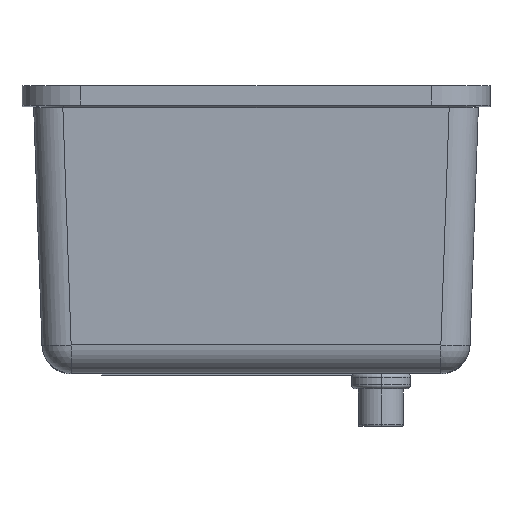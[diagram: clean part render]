
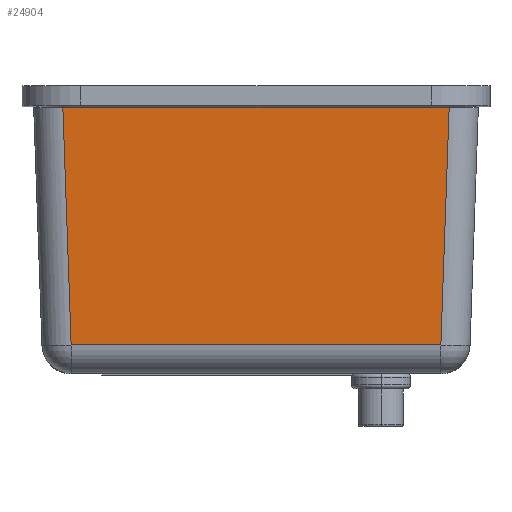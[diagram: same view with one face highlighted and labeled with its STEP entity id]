
A CAD part, top view. The second image highlights one B-rep face of the part: STEP entity #24904.
In plain terms, the highlighted face is planar.
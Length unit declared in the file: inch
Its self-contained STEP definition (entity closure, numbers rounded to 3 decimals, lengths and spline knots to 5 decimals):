
#5847 = ORIENTED_EDGE ( 'NONE', *, *, #48743, .T. ) ;
#21249 = DIRECTION ( 'NONE',  ( 0.035, -0.999, 0. ) ) ;
#24201 = CARTESIAN_POINT ( 'NONE',  ( -1.5, 0., 1.23811 ) ) ;
#24785 = VERTEX_POINT ( 'NONE', #121946 ) ;
#24904 = ADVANCED_FACE ( 'NONE', ( #74888 ), #69113, .T. ) ;
#30851 = CARTESIAN_POINT ( 'NONE',  ( -1.44694, -1.51953, -1.425 ) ) ;
#32806 = CARTESIAN_POINT ( 'NONE',  ( -1.5, 0., -1.23811 ) ) ;
#38757 = LINE ( 'NONE', #30851, #123402 ) ;
#45375 = EDGE_LOOP ( 'NONE', ( #129426, #105391, #109431, #5847 ) ) ;
#48743 = EDGE_CURVE ( 'NONE', #53643, #24785, #134371, .T. ) ;
#50573 = LINE ( 'NONE', #108485, #116766 ) ;
#53643 = VERTEX_POINT ( 'NONE', #32806 ) ;
#57243 = DIRECTION ( 'NONE',  ( -0.999, -0.035, 0. ) ) ;
#69113 = PLANE ( 'NONE',  #139378 ) ;
#69945 = EDGE_CURVE ( 'NONE', #125252, #107623, #152493, .T. ) ;
#72169 = CARTESIAN_POINT ( 'NONE',  ( -1.49676, -0.09277, 1.23487 ) ) ;
#74888 = FACE_OUTER_BOUND ( 'NONE', #45375, .T. ) ;
#84384 = DIRECTION ( 'NONE',  ( 0., 0., 1. ) ) ;
#84928 = CARTESIAN_POINT ( 'NONE',  ( -1.50023, 0.00651, -1.23834 ) ) ;
#90081 = VECTOR ( 'NONE', #143403, 39.37008 ) ;
#101477 = VECTOR ( 'NONE', #130577, 39.37008 ) ;
#104007 = CARTESIAN_POINT ( 'NONE',  ( -1.5, 0., -1.425 ) ) ;
#105391 = ORIENTED_EDGE ( 'NONE', *, *, #69945, .T. ) ;
#107623 = VERTEX_POINT ( 'NONE', #24201 ) ;
#108485 = CARTESIAN_POINT ( 'NONE',  ( -1.5, 0., -1.425 ) ) ;
#109431 = ORIENTED_EDGE ( 'NONE', *, *, #119415, .F. ) ;
#116766 = VECTOR ( 'NONE', #84384, 39.37008 ) ;
#119415 = EDGE_CURVE ( 'NONE', #53643, #107623, #50573, .T. ) ;
#121946 = CARTESIAN_POINT ( 'NONE',  ( -1.44694, -1.51953, -1.18505 ) ) ;
#123402 = VECTOR ( 'NONE', #124877, 39.37008 ) ;
#124877 = DIRECTION ( 'NONE',  ( 0., 0., 1. ) ) ;
#125252 = VERTEX_POINT ( 'NONE', #141728 ) ;
#129426 = ORIENTED_EDGE ( 'NONE', *, *, #150836, .T. ) ;
#130577 = DIRECTION ( 'NONE',  ( 0.035, -0.999, 0.035 ) ) ;
#134371 = LINE ( 'NONE', #84928, #101477 ) ;
#139378 = AXIS2_PLACEMENT_3D ( 'NONE', #104007, #57243, #21249 ) ;
#141728 = CARTESIAN_POINT ( 'NONE',  ( -1.44694, -1.51953, 1.18505 ) ) ;
#143403 = DIRECTION ( 'NONE',  ( -0.035, 0.999, 0.035 ) ) ;
#150836 = EDGE_CURVE ( 'NONE', #24785, #125252, #38757, .T. ) ;
#152493 = LINE ( 'NONE', #72169, #90081 ) ;
